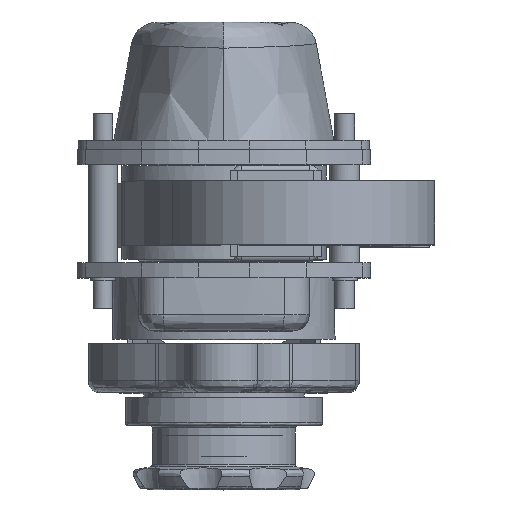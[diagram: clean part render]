
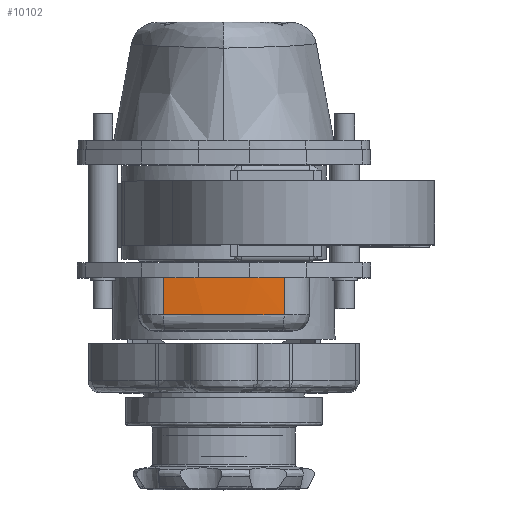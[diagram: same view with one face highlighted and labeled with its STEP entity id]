
A CAD part, top view. The second image highlights one B-rep face of the part: STEP entity #10102.
In plain terms, the highlighted face is a revolution surface.
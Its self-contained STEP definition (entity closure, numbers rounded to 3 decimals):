
#10102=ADVANCED_FACE('',(#13806),#13807,.F.);
#13806=FACE_OUTER_BOUND('',#17500,.T.);
#13807=SURFACE_OF_REVOLUTION('',#17501,#17502);
#17500=EDGE_LOOP('',(#27889,#27890,#27891,#27892,#27893,#27894));
#17501=B_SPLINE_CURVE_WITH_KNOTS('',1,(#27895,#27896),.UNSPECIFIED.,.F.,.F.,(2,2),(0.,1.),.UNSPECIFIED.);
#17502=AXIS1_PLACEMENT('',#27897,#27898);
#27889=ORIENTED_EDGE('',*,*,#35662,.T.);
#27890=ORIENTED_EDGE('',*,*,#37215,.T.);
#27891=ORIENTED_EDGE('',*,*,#35339,.F.);
#27892=ORIENTED_EDGE('',*,*,#37216,.T.);
#27893=ORIENTED_EDGE('',*,*,#37217,.T.);
#27894=ORIENTED_EDGE('',*,*,#37218,.T.);
#27895=CARTESIAN_POINT('',(-201.6,-125.,41.));
#27896=CARTESIAN_POINT('',(-201.6,-125.,26.));
#27897=CARTESIAN_POINT('',(0.,-125.,41.));
#27898=DIRECTION('',(0.,0.,1.));
#35339=EDGE_CURVE('',#43456,#43457,#43458,.T.);
#35662=EDGE_CURVE('',#44081,#42095,#44082,.T.);
#37215=EDGE_CURVE('',#42095,#43457,#47071,.T.);
#37216=EDGE_CURVE('',#43456,#47072,#47073,.F.);
#37217=EDGE_CURVE('',#47072,#47074,#47075,.F.);
#37218=EDGE_CURVE('',#47074,#44081,#47076,.F.);
#42095=VERTEX_POINT('',#59079);
#43456=VERTEX_POINT('',#65090);
#43457=VERTEX_POINT('',#65091);
#43458=LINE('',#65092,#65093);
#44081=VERTEX_POINT('',#67383);
#44082=LINE('',#67384,#67385);
#47071=CIRCLE('',#80151,201.6);
#47072=VERTEX_POINT('',#80152);
#47073=(B_SPLINE_CURVE(3,(#80154,#80155,#80156,#80157),.UNSPECIFIED.,.F.,.F.)B_SPLINE_CURVE_WITH_KNOTS((4,4),(0.,1.),.UNSPECIFIED.)RATIONAL_B_SPLINE_CURVE((1.,1.,1.,1.))BOUNDED_CURVE()REPRESENTATION_ITEM('')GEOMETRIC_REPRESENTATION_ITEM()CURVE());
#47074=VERTEX_POINT('',#80164);
#47075=(B_SPLINE_CURVE(3,(#80166,#80167,#80168,#80169),.UNSPECIFIED.,.F.,.F.)B_SPLINE_CURVE_WITH_KNOTS((4,4),(0.,1.),.UNSPECIFIED.)RATIONAL_B_SPLINE_CURVE((1.,0.999,0.999,1.))BOUNDED_CURVE()REPRESENTATION_ITEM('')GEOMETRIC_REPRESENTATION_ITEM()CURVE());
#47076=(B_SPLINE_CURVE(3,(#80177,#80178,#80179,#80180),.UNSPECIFIED.,.F.,.F.)B_SPLINE_CURVE_WITH_KNOTS((4,4),(0.,1.),.UNSPECIFIED.)RATIONAL_B_SPLINE_CURVE((1.,1.,1.,1.))BOUNDED_CURVE()REPRESENTATION_ITEM('')GEOMETRIC_REPRESENTATION_ITEM()CURVE());
#59079=CARTESIAN_POINT('',(-24.404,75.117,41.));
#65090=CARTESIAN_POINT('',(24.404,75.117,26.));
#65091=CARTESIAN_POINT('',(24.404,75.117,41.));
#65092=CARTESIAN_POINT('',(24.404,75.117,26.));
#65093=VECTOR('',#109331,1.);
#67383=CARTESIAN_POINT('',(-24.404,75.117,26.));
#67384=CARTESIAN_POINT('',(-24.404,75.117,26.));
#67385=VECTOR('',#109463,1.);
#80151=AXIS2_PLACEMENT_3D('',#110058,#110059,#110060);
#80152=CARTESIAN_POINT('',(12.225,76.229,26.));
#80154=CARTESIAN_POINT('',(12.225,76.229,26.));
#80155=CARTESIAN_POINT('',(16.295,75.982,26.));
#80156=CARTESIAN_POINT('',(20.356,75.611,26.));
#80157=CARTESIAN_POINT('',(24.404,75.117,26.));
#80164=CARTESIAN_POINT('',(-12.225,76.229,26.));
#80166=CARTESIAN_POINT('',(-12.225,76.229,26.));
#80167=CARTESIAN_POINT('',(-4.08,76.724,26.));
#80168=CARTESIAN_POINT('',(4.08,76.724,26.));
#80169=CARTESIAN_POINT('',(12.225,76.229,26.));
#80177=CARTESIAN_POINT('',(-24.404,75.117,26.));
#80178=CARTESIAN_POINT('',(-20.356,75.611,26.));
#80179=CARTESIAN_POINT('',(-16.295,75.982,26.));
#80180=CARTESIAN_POINT('',(-12.225,76.229,26.));
#109331=DIRECTION('',(0.,0.,1.));
#109463=DIRECTION('',(0.,0.,1.));
#110058=CARTESIAN_POINT('',(0.,-125.,41.));
#110059=DIRECTION('',(0.,0.,-1.));
#110060=DIRECTION('',(-0.121,0.993,0.));
